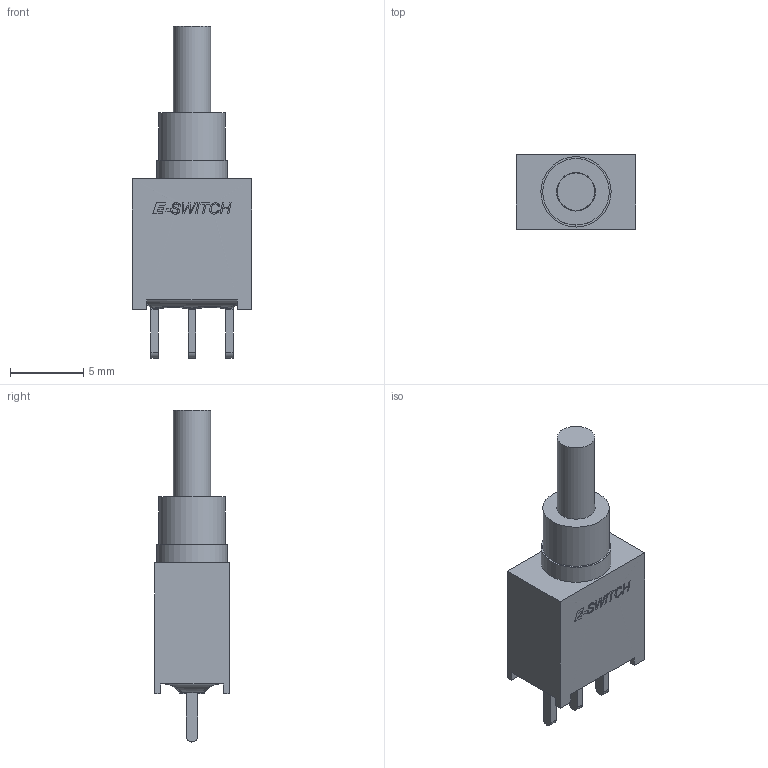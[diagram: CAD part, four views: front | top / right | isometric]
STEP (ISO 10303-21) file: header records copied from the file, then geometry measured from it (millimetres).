
FILE_DESCRIPTION((' '),'2;1');
FILE_NAME('800AWSP8M2xE.stp','2017-08-02T12:52:25',(' '),(' '),' ','ACIS',' ');
FILE_SCHEMA(('CONFIG_CONTROL_DESIGN'));
Length unit declared in the file: inch
Products named in the file (3): 800AWSP8M2xE.stp; Body1; Body2
Assembly tree (2 placements, depth 2):
  800AWSP8M2xE.stp
    Body1
    Body2
Bounding box: 8.13 x 5.08 x 22.59 mm (x, y, z)
Volume: 439.2 mm3; surface area: 503.7 mm2
Topology: 2 solids, 2 shells, 172 faces, 426 edges, 270 vertices
Faces by surface type: plane 113, bspline 46, cylinder 13
Full cylindrical faces by diameter (mm): 2.54 x1, 2.63 x1, 4.52 x1, 4.78 x1
Entity records: 5897 total; most frequent: CARTESIAN_POINT 1775, ORIENTED_EDGE 840, DIRECTION 620, EDGE_CURVE 420, VECTOR 280, LINE 280, VERTEX_POINT 268, EDGE_LOOP 188
